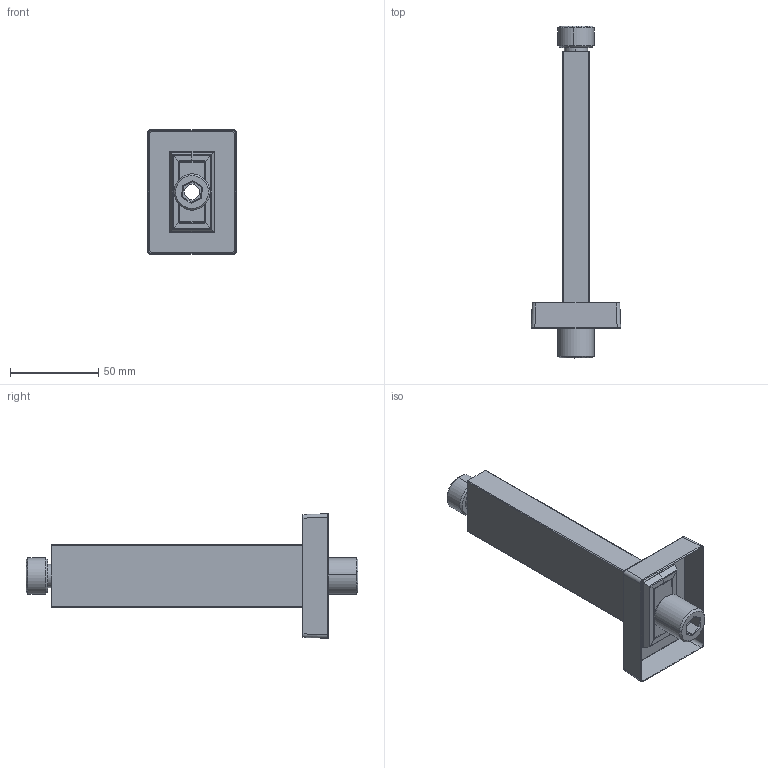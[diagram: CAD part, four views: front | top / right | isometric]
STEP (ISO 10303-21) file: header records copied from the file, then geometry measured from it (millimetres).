
FILE_DESCRIPTION (( 'STEP AP203' ), '1' );
FILE_NAME ('99ZP09006.STEP', '2023-10-26T12:00:43', ( '' ), ( '' ), 'SwSTEP 2.0', 'SolidWorks 2021', '' );
FILE_SCHEMA (( 'CONFIG_CONTROL_DESIGN' ));
Length unit declared in the file: millimetre
Products named in the file (1): 99ZP09006
Bounding box: 50.71 x 188.5 x 70.71 mm (x, y, z)
Volume: 43855.3 mm3; surface area: 51872.7 mm2
Topology: 7 solids, 7 shells, 267 faces, 596 edges, 351 vertices
Faces by surface type: plane 121, cylinder 110, cone 20, torus 8, bspline 8
Entity records: 7522 total; most frequent: CARTESIAN_POINT 1762, ORIENTED_EDGE 1192, DIRECTION 1150, EDGE_CURVE 596, AXIS2_PLACEMENT_3D 399, VECTOR 352, LINE 352, VERTEX_POINT 351
